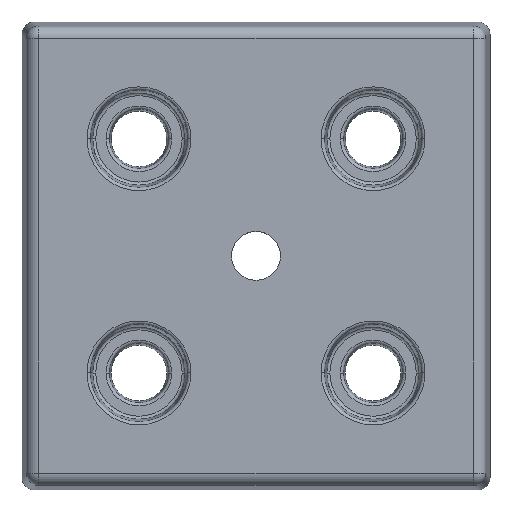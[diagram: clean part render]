
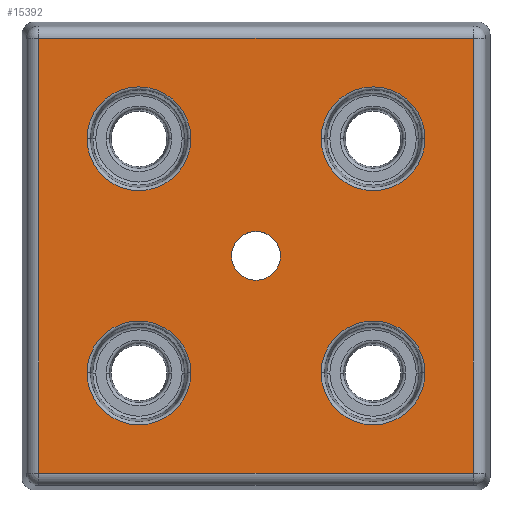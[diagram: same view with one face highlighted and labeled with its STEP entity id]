
A CAD part, top view. The second image highlights one B-rep face of the part: STEP entity #15392.
In plain terms, the highlighted planar face has unit normal (0, 0, 1).
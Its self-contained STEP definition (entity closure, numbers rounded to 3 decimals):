
#171 = DIRECTION ( 'NONE',  ( 1., 0., 0. ) ) ;
#247 = LINE ( 'NONE', #16713, #797 ) ;
#483 = PLANE ( 'NONE',  #2842 ) ;
#493 = VERTEX_POINT ( 'NONE', #14159 ) ;
#797 = VECTOR ( 'NONE', #15192, 1000. ) ;
#1225 = DIRECTION ( 'NONE',  ( 0., 0., -1. ) ) ;
#1291 = EDGE_LOOP ( 'NONE', ( #14883, #10648 ) ) ;
#1498 = EDGE_LOOP ( 'NONE', ( #7198, #11208 ) ) ;
#1532 = AXIS2_PLACEMENT_3D ( 'NONE', #10299, #12368, #2022 ) ;
#1833 = VERTEX_POINT ( 'NONE', #15962 ) ;
#1989 = AXIS2_PLACEMENT_3D ( 'NONE', #4325, #2546, #10899 ) ;
#2022 = DIRECTION ( 'NONE',  ( 1., 0., 0. ) ) ;
#2038 = CARTESIAN_POINT ( 'NONE',  ( -3.969, 0., 16. ) ) ;
#2057 = CARTESIAN_POINT ( 'NONE',  ( 27.496, 19.05, 16. ) ) ;
#2261 = ORIENTED_EDGE ( 'NONE', *, *, #6582, .T. ) ;
#2282 = CARTESIAN_POINT ( 'NONE',  ( -38.1, 38.1, 16. ) ) ;
#2492 = ORIENTED_EDGE ( 'NONE', *, *, #15115, .T. ) ;
#2546 = DIRECTION ( 'NONE',  ( 0., 0., 1. ) ) ;
#2842 = AXIS2_PLACEMENT_3D ( 'NONE', #2282, #15629, #8873 ) ;
#2856 = EDGE_CURVE ( 'NONE', #11996, #14254, #16231, .T. ) ;
#2968 = EDGE_CURVE ( 'NONE', #14254, #11996, #13360, .T. ) ;
#3250 = DIRECTION ( 'NONE',  ( 1., 0., 0. ) ) ;
#3384 = AXIS2_PLACEMENT_3D ( 'NONE', #16993, #1225, #13659 ) ;
#3468 = EDGE_CURVE ( 'NONE', #14271, #12176, #12009, .T. ) ;
#3484 = EDGE_CURVE ( 'NONE', #5948, #11153, #8090, .T. ) ;
#3584 = DIRECTION ( 'NONE',  ( 0., 0., -1. ) ) ;
#3927 = DIRECTION ( 'NONE',  ( 1., 0., 0. ) ) ;
#4021 = CARTESIAN_POINT ( 'NONE',  ( -19.05, 19.05, 16. ) ) ;
#4126 = CARTESIAN_POINT ( 'NONE',  ( -10.604, 19.05, 16. ) ) ;
#4266 = CIRCLE ( 'NONE', #15043, 8.446 ) ;
#4325 = CARTESIAN_POINT ( 'NONE',  ( 0., 0., 16. ) ) ;
#4327 = AXIS2_PLACEMENT_3D ( 'NONE', #4021, #10752, #14855 ) ;
#4757 = CARTESIAN_POINT ( 'NONE',  ( -10.604, -19.05, 16. ) ) ;
#5009 = DIRECTION ( 'NONE',  ( 1., 0., 0. ) ) ;
#5017 = ORIENTED_EDGE ( 'NONE', *, *, #3484, .T. ) ;
#5194 = CARTESIAN_POINT ( 'NONE',  ( 19.05, 19.05, 16. ) ) ;
#5416 = CIRCLE ( 'NONE', #14782, 8.446 ) ;
#5441 = EDGE_CURVE ( 'NONE', #12176, #14271, #13857, .T. ) ;
#5506 = EDGE_CURVE ( 'NONE', #11153, #6037, #247, .T. ) ;
#5918 = CARTESIAN_POINT ( 'NONE',  ( -37.261, 35.364, 16. ) ) ;
#5948 = VERTEX_POINT ( 'NONE', #9203 ) ;
#6022 = FACE_BOUND ( 'NONE', #9515, .T. ) ;
#6037 = VERTEX_POINT ( 'NONE', #13450 ) ;
#6086 = AXIS2_PLACEMENT_3D ( 'NONE', #12956, #15724, #8883 ) ;
#6214 = AXIS2_PLACEMENT_3D ( 'NONE', #16198, #8174, #171 ) ;
#6385 = CARTESIAN_POINT ( 'NONE',  ( 0., 0., 16. ) ) ;
#6473 = EDGE_CURVE ( 'NONE', #8066, #10748, #13051, .T. ) ;
#6582 = EDGE_CURVE ( 'NONE', #10748, #8066, #4266, .T. ) ;
#6922 = CARTESIAN_POINT ( 'NONE',  ( -27.496, -19.05, 16. ) ) ;
#7155 = VECTOR ( 'NONE', #3927, 1000. ) ;
#7198 = ORIENTED_EDGE ( 'NONE', *, *, #14605, .T. ) ;
#7345 = FACE_BOUND ( 'NONE', #1498, .T. ) ;
#7347 = ORIENTED_EDGE ( 'NONE', *, *, #15433, .T. ) ;
#7517 = DIRECTION ( 'NONE',  ( -1., 0., 0. ) ) ;
#7698 = DIRECTION ( 'NONE',  ( 0., 0., 1. ) ) ;
#7846 = DIRECTION ( 'NONE',  ( 1., 0., 0. ) ) ;
#7932 = CARTESIAN_POINT ( 'NONE',  ( 3.969, 0., 16. ) ) ;
#8066 = VERTEX_POINT ( 'NONE', #14956 ) ;
#8090 = LINE ( 'NONE', #11020, #7155 ) ;
#8174 = DIRECTION ( 'NONE',  ( 0., 0., -1. ) ) ;
#8386 = ORIENTED_EDGE ( 'NONE', *, *, #11741, .T. ) ;
#8519 = CARTESIAN_POINT ( 'NONE',  ( 35.364, -35.364, 16. ) ) ;
#8711 = VERTEX_POINT ( 'NONE', #4757 ) ;
#8776 = FACE_BOUND ( 'NONE', #17371, .T. ) ;
#8788 = ORIENTED_EDGE ( 'NONE', *, *, #2856, .F. ) ;
#8873 = DIRECTION ( 'NONE',  ( 1., 0., 0. ) ) ;
#8883 = DIRECTION ( 'NONE',  ( 1., 0., 0. ) ) ;
#8928 = CARTESIAN_POINT ( 'NONE',  ( 19.05, 19.05, 16. ) ) ;
#9203 = CARTESIAN_POINT ( 'NONE',  ( -35.364, -35.364, 16. ) ) ;
#9223 = CIRCLE ( 'NONE', #1532, 8.446 ) ;
#9515 = EDGE_LOOP ( 'NONE', ( #2261, #10655 ) ) ;
#10212 = VECTOR ( 'NONE', #7517, 1000. ) ;
#10299 = CARTESIAN_POINT ( 'NONE',  ( 19.05, -19.05, 16. ) ) ;
#10379 = LINE ( 'NONE', #5918, #10212 ) ;
#10648 = ORIENTED_EDGE ( 'NONE', *, *, #5441, .T. ) ;
#10655 = ORIENTED_EDGE ( 'NONE', *, *, #6473, .T. ) ;
#10748 = VERTEX_POINT ( 'NONE', #2057 ) ;
#10752 = DIRECTION ( 'NONE',  ( 0., 0., -1. ) ) ;
#10792 = ORIENTED_EDGE ( 'NONE', *, *, #12874, .T. ) ;
#10822 = AXIS2_PLACEMENT_3D ( 'NONE', #6385, #7698, #15714 ) ;
#10899 = DIRECTION ( 'NONE',  ( 1., 0., 0. ) ) ;
#11020 = CARTESIAN_POINT ( 'NONE',  ( 37.261, -35.364, 16. ) ) ;
#11090 = CARTESIAN_POINT ( 'NONE',  ( 27.496, -19.05, 16. ) ) ;
#11153 = VERTEX_POINT ( 'NONE', #8519 ) ;
#11208 = ORIENTED_EDGE ( 'NONE', *, *, #11740, .T. ) ;
#11475 = CIRCLE ( 'NONE', #6086, 8.446 ) ;
#11740 = EDGE_CURVE ( 'NONE', #1833, #15217, #9223, .T. ) ;
#11741 = EDGE_CURVE ( 'NONE', #8711, #12162, #11475, .T. ) ;
#11864 = CARTESIAN_POINT ( 'NONE',  ( -35.364, -37.261, 16. ) ) ;
#11911 = CIRCLE ( 'NONE', #3384, 8.446 ) ;
#11930 = AXIS2_PLACEMENT_3D ( 'NONE', #8928, #14609, #7846 ) ;
#11996 = VERTEX_POINT ( 'NONE', #2038 ) ;
#12009 = CIRCLE ( 'NONE', #4327, 8.446 ) ;
#12162 = VERTEX_POINT ( 'NONE', #6922 ) ;
#12176 = VERTEX_POINT ( 'NONE', #14932 ) ;
#12368 = DIRECTION ( 'NONE',  ( 0., 0., -1. ) ) ;
#12529 = ORIENTED_EDGE ( 'NONE', *, *, #2968, .F. ) ;
#12716 = EDGE_LOOP ( 'NONE', ( #12529, #8788 ) ) ;
#12764 = FACE_BOUND ( 'NONE', #1291, .T. ) ;
#12874 = EDGE_CURVE ( 'NONE', #493, #5948, #14533, .T. ) ;
#12956 = CARTESIAN_POINT ( 'NONE',  ( -19.05, -19.05, 16. ) ) ;
#13037 = FACE_BOUND ( 'NONE', #12716, .T. ) ;
#13051 = CIRCLE ( 'NONE', #11930, 8.446 ) ;
#13320 = ORIENTED_EDGE ( 'NONE', *, *, #5506, .T. ) ;
#13360 = CIRCLE ( 'NONE', #1989, 3.969 ) ;
#13450 = CARTESIAN_POINT ( 'NONE',  ( 35.364, 35.364, 16. ) ) ;
#13659 = DIRECTION ( 'NONE',  ( 1., 0., 0. ) ) ;
#13857 = CIRCLE ( 'NONE', #6214, 8.446 ) ;
#14159 = CARTESIAN_POINT ( 'NONE',  ( -35.364, 35.364, 16. ) ) ;
#14254 = VERTEX_POINT ( 'NONE', #7932 ) ;
#14271 = VERTEX_POINT ( 'NONE', #4126 ) ;
#14457 = FACE_OUTER_BOUND ( 'NONE', #17362, .T. ) ;
#14533 = LINE ( 'NONE', #11864, #17501 ) ;
#14605 = EDGE_CURVE ( 'NONE', #15217, #1833, #5416, .T. ) ;
#14609 = DIRECTION ( 'NONE',  ( 0., 0., -1. ) ) ;
#14782 = AXIS2_PLACEMENT_3D ( 'NONE', #17143, #16786, #3250 ) ;
#14855 = DIRECTION ( 'NONE',  ( 1., 0., 0. ) ) ;
#14883 = ORIENTED_EDGE ( 'NONE', *, *, #3468, .T. ) ;
#14932 = CARTESIAN_POINT ( 'NONE',  ( -27.496, 19.05, 16. ) ) ;
#14956 = CARTESIAN_POINT ( 'NONE',  ( 10.604, 19.05, 16. ) ) ;
#15043 = AXIS2_PLACEMENT_3D ( 'NONE', #5194, #3584, #5009 ) ;
#15115 = EDGE_CURVE ( 'NONE', #12162, #8711, #11911, .T. ) ;
#15192 = DIRECTION ( 'NONE',  ( 0., 1., 0. ) ) ;
#15217 = VERTEX_POINT ( 'NONE', #11090 ) ;
#15392 = ADVANCED_FACE ( 'NONE', ( #13037, #8776, #7345, #12764, #6022, #14457 ), #483, .T. ) ;
#15433 = EDGE_CURVE ( 'NONE', #6037, #493, #10379, .T. ) ;
#15629 = DIRECTION ( 'NONE',  ( 0., 0., 1. ) ) ;
#15714 = DIRECTION ( 'NONE',  ( 1., 0., 0. ) ) ;
#15724 = DIRECTION ( 'NONE',  ( 0., 0., -1. ) ) ;
#15962 = CARTESIAN_POINT ( 'NONE',  ( 10.604, -19.05, 16. ) ) ;
#15965 = DIRECTION ( 'NONE',  ( 0., -1., 0. ) ) ;
#16198 = CARTESIAN_POINT ( 'NONE',  ( -19.05, 19.05, 16. ) ) ;
#16231 = CIRCLE ( 'NONE', #10822, 3.969 ) ;
#16713 = CARTESIAN_POINT ( 'NONE',  ( 35.364, 37.261, 16. ) ) ;
#16786 = DIRECTION ( 'NONE',  ( 0., 0., -1. ) ) ;
#16993 = CARTESIAN_POINT ( 'NONE',  ( -19.05, -19.05, 16. ) ) ;
#17143 = CARTESIAN_POINT ( 'NONE',  ( 19.05, -19.05, 16. ) ) ;
#17362 = EDGE_LOOP ( 'NONE', ( #10792, #5017, #13320, #7347 ) ) ;
#17371 = EDGE_LOOP ( 'NONE', ( #8386, #2492 ) ) ;
#17501 = VECTOR ( 'NONE', #15965, 1000. ) ;
